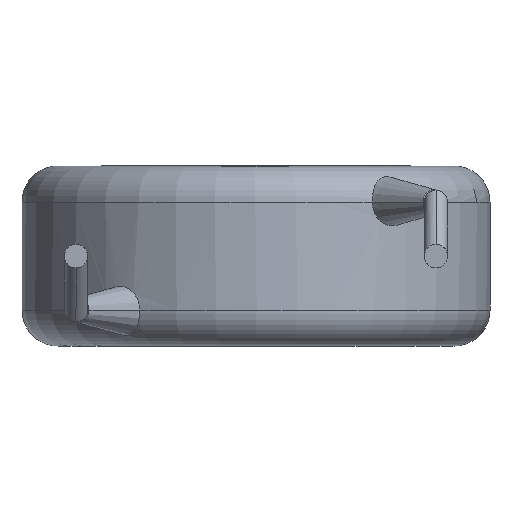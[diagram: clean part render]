
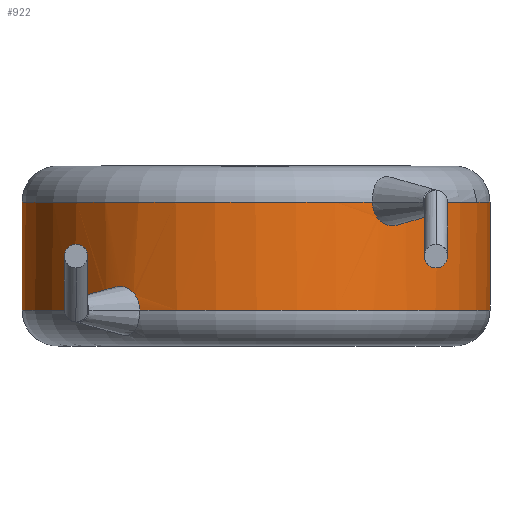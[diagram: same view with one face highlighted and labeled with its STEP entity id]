
A CAD part, front view. The second image highlights one B-rep face of the part: STEP entity #922.
In plain terms, the highlighted cylindrical face has radius 6.5 mm (diameter 13 mm), a partial arc.
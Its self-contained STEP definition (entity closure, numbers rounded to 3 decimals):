
#6 = CARTESIAN_POINT ( 'NONE',  ( 3.928, -5.18, 3.358 ) ) ;
#31 = CIRCLE ( 'NONE', #3202, 6.5 ) ;
#32 = CARTESIAN_POINT ( 'NONE',  ( -4.308, -4.867, 1. ) ) ;
#61 = B_SPLINE_CURVE_WITH_KNOTS ( 'NONE', 3,
 ( #3238, #1296, #2555, #1637, #1267, #1605, #2227, #1954, #6, #1456, #1682, #1760, #2071, #2711 ),
 .UNSPECIFIED., .F., .F.,
 ( 4, 2, 2, 2, 2, 2, 4 ),
 ( 0., 0., 0.001, 0.001, 0.001, 0.002, 0.002 ),
 .UNSPECIFIED. ) ;
#116 = DIRECTION ( 'NONE',  ( -1., 0., 0. ) ) ;
#223 = CARTESIAN_POINT ( 'NONE',  ( -6.5, 0., 4. ) ) ;
#257 = DIRECTION ( 'NONE',  ( 0., 0., 1. ) ) ;
#271 = CARTESIAN_POINT ( 'NONE',  ( -3.302, -5.599, 1.333 ) ) ;
#291 = EDGE_LOOP ( 'NONE', ( #1365, #3229, #3854, #3975, #3834, #2459, #3463, #471 ) ) ;
#315 = CARTESIAN_POINT ( 'NONE',  ( 6.5, 0., 4. ) ) ;
#319 = CIRCLE ( 'NONE', #3254, 6.5 ) ;
#364 = CARTESIAN_POINT ( 'NONE',  ( -3.858, -5.232, 1.659 ) ) ;
#381 = VERTEX_POINT ( 'NONE', #4093 ) ;
#394 = CARTESIAN_POINT ( 'NONE',  ( 0., 0., 4. ) ) ;
#471 = ORIENTED_EDGE ( 'NONE', *, *, #1417, .T. ) ;
#529 = VERTEX_POINT ( 'NONE', #2122 ) ;
#606 = DIRECTION ( 'NONE',  ( 1., 0., 0. ) ) ;
#807 = VERTEX_POINT ( 'NONE', #223 ) ;
#920 = CARTESIAN_POINT ( 'NONE',  ( -3.244, -5.633, 1.173 ) ) ;
#922 = ADVANCED_FACE ( 'NONE', ( #1709 ), #3843, .T. ) ;
#928 = CARTESIAN_POINT ( 'NONE',  ( 6.5, 0., 5. ) ) ;
#941 = VERTEX_POINT ( 'NONE', #2913 ) ;
#948 = CARTESIAN_POINT ( 'NONE',  ( -3.345, -5.574, 1.406 ) ) ;
#950 = DIRECTION ( 'NONE',  ( 0., 0., 1. ) ) ;
#986 = LINE ( 'NONE', #3223, #1742 ) ;
#996 = EDGE_CURVE ( 'NONE', #381, #807, #3421, .T. ) ;
#1255 = EDGE_CURVE ( 'NONE', #3318, #1493, #3079, .T. ) ;
#1267 = CARTESIAN_POINT ( 'NONE',  ( 3.345, -5.574, 3.594 ) ) ;
#1269 = CARTESIAN_POINT ( 'NONE',  ( -4.308, -4.867, 1. ) ) ;
#1296 = CARTESIAN_POINT ( 'NONE',  ( 3.229, -5.641, 3.913 ) ) ;
#1306 = B_SPLINE_CURVE_WITH_KNOTS ( 'NONE', 3,
 ( #2276, #2193, #920, #271, #948, #1987, #1330, #364, #2527, #3613, #2515, #1971, #1344, #32 ),
 .UNSPECIFIED., .F., .F.,
 ( 4, 2, 2, 2, 2, 2, 4 ),
 ( 0., 0., 0.001, 0.001, 0.001, 0.002, 0.002 ),
 .UNSPECIFIED. ) ;
#1307 = DIRECTION ( 'NONE',  ( 0., 0., -1. ) ) ;
#1330 = CARTESIAN_POINT ( 'NONE',  ( -3.648, -5.383, 1.659 ) ) ;
#1344 = CARTESIAN_POINT ( 'NONE',  ( -4.308, -4.867, 1.175 ) ) ;
#1365 = ORIENTED_EDGE ( 'NONE', *, *, #3342, .F. ) ;
#1417 = EDGE_CURVE ( 'NONE', #4158, #529, #31, .T. ) ;
#1423 = DIRECTION ( 'NONE',  ( 1., 0., 0. ) ) ;
#1456 = CARTESIAN_POINT ( 'NONE',  ( 4.054, -5.081, 3.424 ) ) ;
#1469 = CARTESIAN_POINT ( 'NONE',  ( 0., 0., 5. ) ) ;
#1493 = VERTEX_POINT ( 'NONE', #1269 ) ;
#1539 = DIRECTION ( 'NONE',  ( 1., 0., 0. ) ) ;
#1605 = CARTESIAN_POINT ( 'NONE',  ( 3.502, -5.477, 3.412 ) ) ;
#1613 = CARTESIAN_POINT ( 'NONE',  ( -6.5, 0., 1. ) ) ;
#1632 = CARTESIAN_POINT ( 'NONE',  ( 0., 0., 4. ) ) ;
#1637 = CARTESIAN_POINT ( 'NONE',  ( 3.302, -5.599, 3.667 ) ) ;
#1644 = AXIS2_PLACEMENT_3D ( 'NONE', #1469, #3735, #116 ) ;
#1649 = DIRECTION ( 'NONE',  ( 1., 0., 0. ) ) ;
#1682 = CARTESIAN_POINT ( 'NONE',  ( 4.111, -5.035, 3.471 ) ) ;
#1709 = FACE_OUTER_BOUND ( 'NONE', #291, .T. ) ;
#1742 = VECTOR ( 'NONE', #3861, 1000. ) ;
#1760 = CARTESIAN_POINT ( 'NONE',  ( 4.255, -4.915, 3.656 ) ) ;
#1954 = CARTESIAN_POINT ( 'NONE',  ( 3.858, -5.232, 3.341 ) ) ;
#1971 = CARTESIAN_POINT ( 'NONE',  ( -4.255, -4.915, 1.344 ) ) ;
#1987 = CARTESIAN_POINT ( 'NONE',  ( -3.502, -5.477, 1.588 ) ) ;
#2071 = CARTESIAN_POINT ( 'NONE',  ( 4.308, -4.867, 3.825 ) ) ;
#2122 = CARTESIAN_POINT ( 'NONE',  ( 6.5, 0., 1. ) ) ;
#2193 = CARTESIAN_POINT ( 'NONE',  ( -3.229, -5.641, 1.087 ) ) ;
#2200 = VECTOR ( 'NONE', #3893, 1000. ) ;
#2203 = CARTESIAN_POINT ( 'NONE',  ( 0., 0., 1. ) ) ;
#2212 = VERTEX_POINT ( 'NONE', #315 ) ;
#2227 = CARTESIAN_POINT ( 'NONE',  ( 3.648, -5.383, 3.341 ) ) ;
#2276 = CARTESIAN_POINT ( 'NONE',  ( -3.229, -5.641, 1. ) ) ;
#2459 = ORIENTED_EDGE ( 'NONE', *, *, #1255, .T. ) ;
#2475 = CARTESIAN_POINT ( 'NONE',  ( 0., 0., 1. ) ) ;
#2515 = CARTESIAN_POINT ( 'NONE',  ( -4.111, -5.035, 1.529 ) ) ;
#2527 = CARTESIAN_POINT ( 'NONE',  ( -3.928, -5.18, 1.642 ) ) ;
#2555 = CARTESIAN_POINT ( 'NONE',  ( 3.244, -5.633, 3.827 ) ) ;
#2660 = EDGE_CURVE ( 'NONE', #807, #3318, #986, .T. ) ;
#2711 = CARTESIAN_POINT ( 'NONE',  ( 4.308, -4.867, 4. ) ) ;
#2743 = EDGE_CURVE ( 'NONE', #4158, #1493, #1306, .T. ) ;
#2913 = CARTESIAN_POINT ( 'NONE',  ( 4.308, -4.867, 4. ) ) ;
#3035 = DIRECTION ( 'NONE',  ( 0., 0., -1. ) ) ;
#3079 = CIRCLE ( 'NONE', #3942, 6.5 ) ;
#3202 = AXIS2_PLACEMENT_3D ( 'NONE', #2475, #257, #1539 ) ;
#3223 = CARTESIAN_POINT ( 'NONE',  ( -6.5, 0., 5. ) ) ;
#3229 = ORIENTED_EDGE ( 'NONE', *, *, #3789, .T. ) ;
#3238 = CARTESIAN_POINT ( 'NONE',  ( 3.229, -5.641, 4. ) ) ;
#3254 = AXIS2_PLACEMENT_3D ( 'NONE', #394, #3035, #1423 ) ;
#3311 = EDGE_CURVE ( 'NONE', #381, #941, #61, .T. ) ;
#3318 = VERTEX_POINT ( 'NONE', #1613 ) ;
#3342 = EDGE_CURVE ( 'NONE', #2212, #529, #3593, .T. ) ;
#3359 = CARTESIAN_POINT ( 'NONE',  ( -3.229, -5.641, 1. ) ) ;
#3421 = CIRCLE ( 'NONE', #3494, 6.5 ) ;
#3463 = ORIENTED_EDGE ( 'NONE', *, *, #2743, .F. ) ;
#3494 = AXIS2_PLACEMENT_3D ( 'NONE', #1632, #1307, #1649 ) ;
#3593 = LINE ( 'NONE', #928, #2200 ) ;
#3613 = CARTESIAN_POINT ( 'NONE',  ( -4.054, -5.081, 1.576 ) ) ;
#3735 = DIRECTION ( 'NONE',  ( 0., 0., -1. ) ) ;
#3789 = EDGE_CURVE ( 'NONE', #2212, #941, #319, .T. ) ;
#3834 = ORIENTED_EDGE ( 'NONE', *, *, #2660, .T. ) ;
#3843 = CYLINDRICAL_SURFACE ( 'NONE', #1644, 6.5 ) ;
#3854 = ORIENTED_EDGE ( 'NONE', *, *, #3311, .F. ) ;
#3861 = DIRECTION ( 'NONE',  ( 0., 0., -1. ) ) ;
#3893 = DIRECTION ( 'NONE',  ( 0., 0., -1. ) ) ;
#3942 = AXIS2_PLACEMENT_3D ( 'NONE', #2203, #950, #606 ) ;
#3975 = ORIENTED_EDGE ( 'NONE', *, *, #996, .T. ) ;
#4093 = CARTESIAN_POINT ( 'NONE',  ( 3.229, -5.641, 4. ) ) ;
#4158 = VERTEX_POINT ( 'NONE', #3359 ) ;
